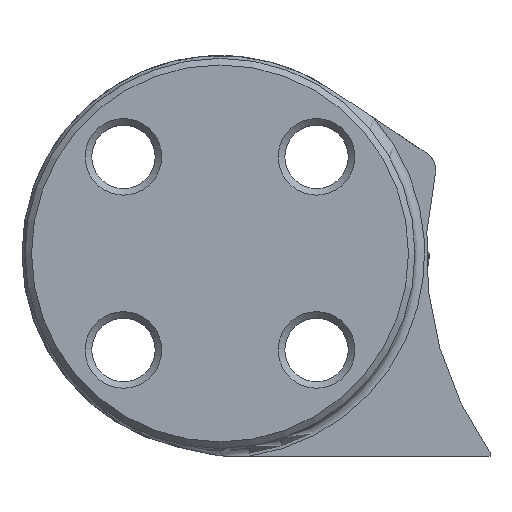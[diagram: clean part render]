
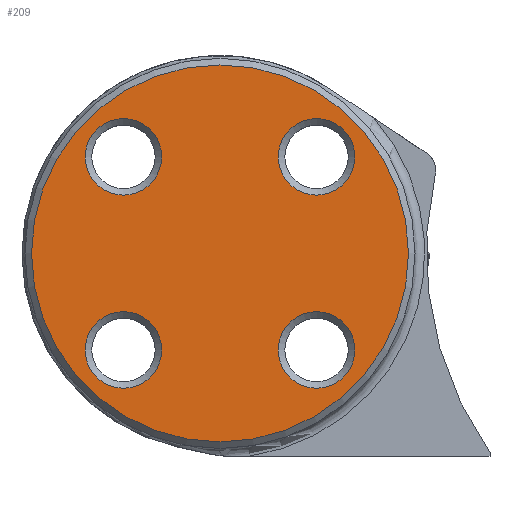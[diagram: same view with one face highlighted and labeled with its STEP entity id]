
A CAD part, top view. The second image highlights one B-rep face of the part: STEP entity #209.
In plain terms, the highlighted planar face has unit normal (0, 0, 1).
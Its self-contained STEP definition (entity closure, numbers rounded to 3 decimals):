
#126=FACE_BOUND('',#365,.T.);
#127=FACE_BOUND('',#366,.T.);
#128=FACE_BOUND('',#367,.T.);
#129=FACE_BOUND('',#368,.T.);
#130=FACE_BOUND('',#369,.T.);
#167=PLANE('',#1485);
#209=ADVANCED_FACE('',(#126,#127,#128,#129,#130),#167,.F.);
#365=EDGE_LOOP('',(#689));
#366=EDGE_LOOP('',(#690));
#367=EDGE_LOOP('',(#691));
#368=EDGE_LOOP('',(#692));
#369=EDGE_LOOP('',(#693));
#547=CIRCLE('',#1479,19.325);
#548=CIRCLE('',#1481,3.925);
#549=CIRCLE('',#1482,3.925);
#550=CIRCLE('',#1483,3.925);
#551=CIRCLE('',#1484,3.925);
#689=ORIENTED_EDGE('',*,*,#1146,.F.);
#690=ORIENTED_EDGE('',*,*,#1147,.T.);
#691=ORIENTED_EDGE('',*,*,#1148,.T.);
#692=ORIENTED_EDGE('',*,*,#1149,.F.);
#693=ORIENTED_EDGE('',*,*,#1145,.F.);
#992=VERTEX_POINT('',#2878);
#993=VERTEX_POINT('',#2881);
#994=VERTEX_POINT('',#2883);
#995=VERTEX_POINT('',#2885);
#996=VERTEX_POINT('',#2887);
#1145=EDGE_CURVE('',#992,#992,#547,.T.);
#1146=EDGE_CURVE('',#993,#993,#548,.T.);
#1147=EDGE_CURVE('',#994,#994,#549,.T.);
#1148=EDGE_CURVE('',#995,#995,#550,.T.);
#1149=EDGE_CURVE('',#996,#996,#551,.T.);
#1479=AXIS2_PLACEMENT_3D('',#2877,#1664,#1665);
#1481=AXIS2_PLACEMENT_3D('',#2880,#1668,#1669);
#1482=AXIS2_PLACEMENT_3D('',#2882,#1670,#1671);
#1483=AXIS2_PLACEMENT_3D('',#2884,#1672,#1673);
#1484=AXIS2_PLACEMENT_3D('',#2886,#1674,#1675);
#1485=AXIS2_PLACEMENT_3D('',#2888,#1676,#1677);
#1664=DIRECTION('',(0.,0.,-1.));
#1665=DIRECTION('',(1.,0.,0.));
#1668=DIRECTION('',(0.,0.,1.));
#1669=DIRECTION('',(1.,0.,0.));
#1670=DIRECTION('',(0.,0.,-1.));
#1671=DIRECTION('',(1.,0.,0.));
#1672=DIRECTION('',(0.,0.,-1.));
#1673=DIRECTION('',(1.,0.,0.));
#1674=DIRECTION('',(0.,0.,1.));
#1675=DIRECTION('',(1.,0.,0.));
#1676=DIRECTION('',(0.,0.,-1.));
#1677=DIRECTION('',(1.,0.,0.));
#2877=CARTESIAN_POINT('',(0.,0.,0.));
#2878=CARTESIAN_POINT('',(19.325,0.,0.));
#2880=CARTESIAN_POINT('',(-9.899,-9.899,0.));
#2881=CARTESIAN_POINT('',(-5.974,-9.899,0.));
#2882=CARTESIAN_POINT('',(-9.899,9.899,0.));
#2883=CARTESIAN_POINT('',(-5.974,9.899,0.));
#2884=CARTESIAN_POINT('',(9.899,-9.899,0.));
#2885=CARTESIAN_POINT('',(13.824,-9.899,0.));
#2886=CARTESIAN_POINT('',(9.899,9.899,0.));
#2887=CARTESIAN_POINT('',(13.824,9.899,0.));
#2888=CARTESIAN_POINT('',(0.,0.,0.));
